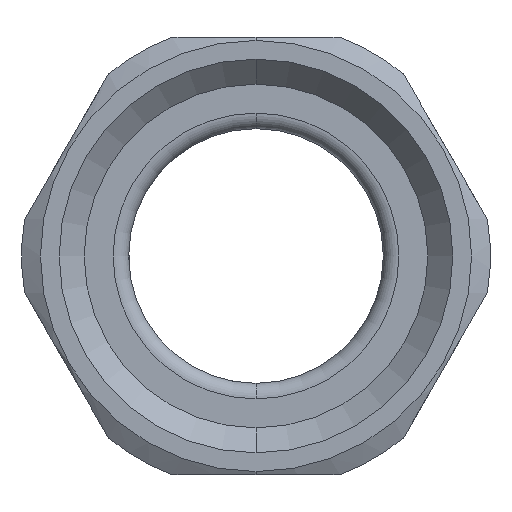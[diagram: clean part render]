
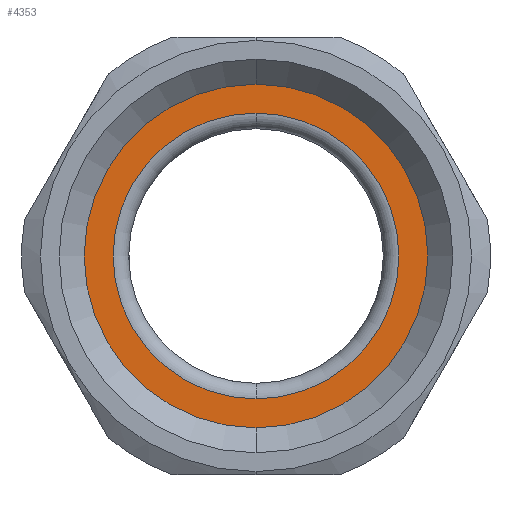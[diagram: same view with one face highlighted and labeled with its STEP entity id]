
A CAD part, front view. The second image highlights one B-rep face of the part: STEP entity #4353.
In plain terms, the highlighted planar face has unit normal (0, -1, 0).
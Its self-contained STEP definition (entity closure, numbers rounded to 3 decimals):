
#534 = ORIENTED_EDGE ( 'NONE', *, *, #7861, .T. ) ;
#630 = DIRECTION ( 'NONE',  ( 0., 0., -1. ) ) ;
#991 = CARTESIAN_POINT ( 'NONE',  ( 0., 7.5, -5.5 ) ) ;
#1023 = CARTESIAN_POINT ( 'NONE',  ( 0., 7.5, -4.575 ) ) ;
#1353 = CIRCLE ( 'NONE', #13299, 5.5 ) ;
#1973 = EDGE_CURVE ( 'NONE', #6519, #4770, #5797, .T. ) ;
#2145 = VERTEX_POINT ( 'NONE', #991 ) ;
#2757 = DIRECTION ( 'NONE',  ( 0., 1., 0. ) ) ;
#2971 = CIRCLE ( 'NONE', #3441, 4.575 ) ;
#3017 = ORIENTED_EDGE ( 'NONE', *, *, #4811, .T. ) ;
#3441 = AXIS2_PLACEMENT_3D ( 'NONE', #10708, #3942, #11851 ) ;
#3481 = CIRCLE ( 'NONE', #5717, 5.5 ) ;
#3758 = DIRECTION ( 'NONE',  ( 0., -1., 0. ) ) ;
#3942 = DIRECTION ( 'NONE',  ( 0., -1., 0. ) ) ;
#3945 = DIRECTION ( 'NONE',  ( 0., -1., 0. ) ) ;
#4353 = ADVANCED_FACE ( 'NONE', ( #9862, #6342 ), #6922, .F. ) ;
#4722 = EDGE_CURVE ( 'NONE', #4770, #6519, #2971, .T. ) ;
#4770 = VERTEX_POINT ( 'NONE', #9428 ) ;
#4811 = EDGE_CURVE ( 'NONE', #2145, #14469, #3481, .T. ) ;
#4887 = DIRECTION ( 'NONE',  ( 0., 0., -1. ) ) ;
#5075 = DIRECTION ( 'NONE',  ( 0., 0., -1. ) ) ;
#5477 = ORIENTED_EDGE ( 'NONE', *, *, #4722, .F. ) ;
#5717 = AXIS2_PLACEMENT_3D ( 'NONE', #13243, #12101, #630 ) ;
#5797 = CIRCLE ( 'NONE', #6079, 4.575 ) ;
#6079 = AXIS2_PLACEMENT_3D ( 'NONE', #9726, #3945, #5075 ) ;
#6342 = FACE_OUTER_BOUND ( 'NONE', #12178, .T. ) ;
#6519 = VERTEX_POINT ( 'NONE', #1023 ) ;
#6922 = PLANE ( 'NONE',  #13019 ) ;
#7607 = EDGE_LOOP ( 'NONE', ( #11876, #5477 ) ) ;
#7861 = EDGE_CURVE ( 'NONE', #14469, #2145, #1353, .T. ) ;
#9428 = CARTESIAN_POINT ( 'NONE',  ( 0., 7.5, 4.575 ) ) ;
#9726 = CARTESIAN_POINT ( 'NONE',  ( 0., 7.5, 0. ) ) ;
#9862 = FACE_BOUND ( 'NONE', #7607, .T. ) ;
#10021 = CARTESIAN_POINT ( 'NONE',  ( 0., 7.5, 5.5 ) ) ;
#10661 = DIRECTION ( 'NONE',  ( 0., 0., 1. ) ) ;
#10708 = CARTESIAN_POINT ( 'NONE',  ( 0., 7.5, 0. ) ) ;
#11851 = DIRECTION ( 'NONE',  ( 0., 0., -1. ) ) ;
#11876 = ORIENTED_EDGE ( 'NONE', *, *, #1973, .F. ) ;
#12101 = DIRECTION ( 'NONE',  ( 0., -1., 0. ) ) ;
#12178 = EDGE_LOOP ( 'NONE', ( #3017, #534 ) ) ;
#12653 = CARTESIAN_POINT ( 'NONE',  ( 5.5, 7.5, 0. ) ) ;
#12905 = CARTESIAN_POINT ( 'NONE',  ( 0., 7.5, 0. ) ) ;
#13019 = AXIS2_PLACEMENT_3D ( 'NONE', #12653, #2757, #10661 ) ;
#13243 = CARTESIAN_POINT ( 'NONE',  ( 0., 7.5, 0. ) ) ;
#13299 = AXIS2_PLACEMENT_3D ( 'NONE', #12905, #3758, #4887 ) ;
#14469 = VERTEX_POINT ( 'NONE', #10021 ) ;
